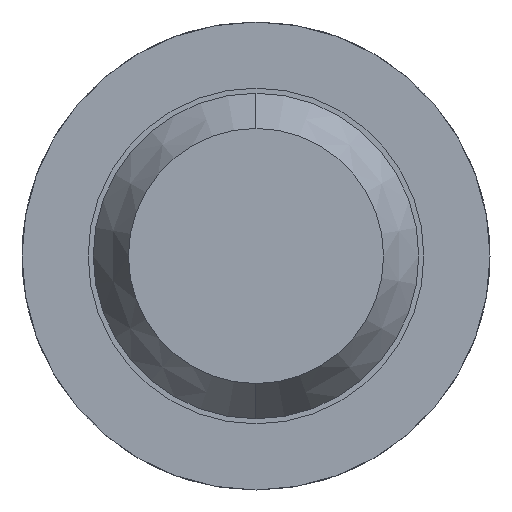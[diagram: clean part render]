
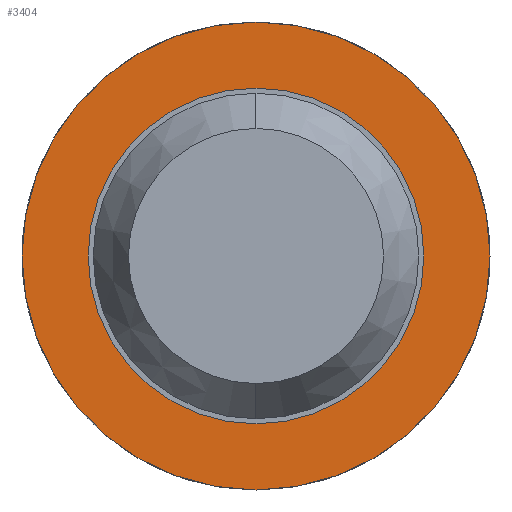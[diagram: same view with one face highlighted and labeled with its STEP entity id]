
A CAD part, front view. The second image highlights one B-rep face of the part: STEP entity #3404.
In plain terms, the highlighted planar face has unit normal (0, -1, 0).
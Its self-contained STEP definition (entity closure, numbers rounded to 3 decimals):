
#6 = DIRECTION ( 'NONE',  ( 0., 0., 1. ) ) ;
#52 = EDGE_LOOP ( 'NONE', ( #2029, #3283 ) ) ;
#147 = EDGE_CURVE ( 'NONE', #3238, #1509, #950, .T. ) ;
#152 = EDGE_LOOP ( 'NONE', ( #1481, #564 ) ) ;
#194 = CARTESIAN_POINT ( 'NONE',  ( 0., -1.7, 0. ) ) ;
#508 = AXIS2_PLACEMENT_3D ( 'NONE', #705, #980, #2748 ) ;
#564 = ORIENTED_EDGE ( 'NONE', *, *, #147, .F. ) ;
#705 = CARTESIAN_POINT ( 'NONE',  ( 0., -1.7, 0. ) ) ;
#743 = CIRCLE ( 'NONE', #2663, 0.825 ) ;
#806 = DIRECTION ( 'NONE',  ( 0., 0., 1. ) ) ;
#888 = CIRCLE ( 'NONE', #508, 0.825 ) ;
#950 = CIRCLE ( 'NONE', #2859, 1.15 ) ;
#980 = DIRECTION ( 'NONE',  ( 0., 1., 0. ) ) ;
#1148 = CARTESIAN_POINT ( 'NONE',  ( 0.825, -1.7, 0. ) ) ;
#1481 = ORIENTED_EDGE ( 'NONE', *, *, #2730, .F. ) ;
#1509 = VERTEX_POINT ( 'NONE', #2555 ) ;
#1583 = FACE_BOUND ( 'NONE', #52, .T. ) ;
#1606 = CARTESIAN_POINT ( 'NONE',  ( 0., -1.7, 0. ) ) ;
#1675 = FACE_OUTER_BOUND ( 'NONE', #152, .T. ) ;
#1752 = DIRECTION ( 'NONE',  ( 0., 0., 1. ) ) ;
#1892 = DIRECTION ( 'NONE',  ( 0., 1., 0. ) ) ;
#2029 = ORIENTED_EDGE ( 'NONE', *, *, #3050, .T. ) ;
#2158 = AXIS2_PLACEMENT_3D ( 'NONE', #194, #2794, #806 ) ;
#2555 = CARTESIAN_POINT ( 'NONE',  ( 0., -1.7, 1.15 ) ) ;
#2570 = VERTEX_POINT ( 'NONE', #2989 ) ;
#2606 = PLANE ( 'NONE',  #3090 ) ;
#2663 = AXIS2_PLACEMENT_3D ( 'NONE', #1606, #1892, #2724 ) ;
#2724 = DIRECTION ( 'NONE',  ( 0., 0., 1. ) ) ;
#2730 = EDGE_CURVE ( 'NONE', #1509, #3238, #3267, .T. ) ;
#2748 = DIRECTION ( 'NONE',  ( 0., 0., 1. ) ) ;
#2786 = CARTESIAN_POINT ( 'NONE',  ( 0., -1.7, 0.825 ) ) ;
#2794 = DIRECTION ( 'NONE',  ( 0., 1., 0. ) ) ;
#2850 = DIRECTION ( 'NONE',  ( 0., 1., 0. ) ) ;
#2859 = AXIS2_PLACEMENT_3D ( 'NONE', #3133, #2850, #6 ) ;
#2867 = CARTESIAN_POINT ( 'NONE',  ( 0., -1.7, -1.15 ) ) ;
#2989 = CARTESIAN_POINT ( 'NONE',  ( 0., -1.7, -0.825 ) ) ;
#3050 = EDGE_CURVE ( 'NONE', #3711, #2570, #888, .T. ) ;
#3090 = AXIS2_PLACEMENT_3D ( 'NONE', #1148, #3192, #1752 ) ;
#3133 = CARTESIAN_POINT ( 'NONE',  ( 0., -1.7, 0. ) ) ;
#3192 = DIRECTION ( 'NONE',  ( 0., 1., 0. ) ) ;
#3238 = VERTEX_POINT ( 'NONE', #2867 ) ;
#3267 = CIRCLE ( 'NONE', #2158, 1.15 ) ;
#3283 = ORIENTED_EDGE ( 'NONE', *, *, #3586, .T. ) ;
#3404 = ADVANCED_FACE ( 'NONE', ( #1675, #1583 ), #2606, .F. ) ;
#3586 = EDGE_CURVE ( 'NONE', #2570, #3711, #743, .T. ) ;
#3711 = VERTEX_POINT ( 'NONE', #2786 ) ;
